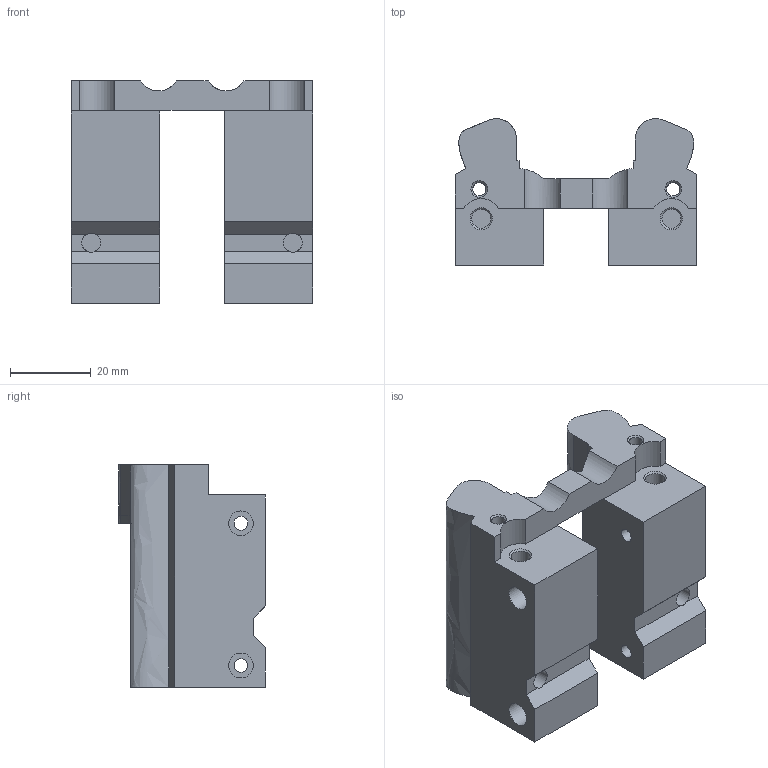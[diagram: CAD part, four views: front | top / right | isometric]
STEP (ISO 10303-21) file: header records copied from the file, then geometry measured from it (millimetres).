
FILE_DESCRIPTION(/* description */ ('','CAx-IF Rec.Pracs.---Representation and Presentation of Product Manufacturing Information (PMI)---4.0---2014-10-13'),/* implementation_level */ '2;1');
FILE_NAME(/* name */ '6 mag Dock .step',/* time_stamp */ '2025-03-08T10:18:06Z',/* author */ (''),/* organization */ (''),/* preprocessor_version */ 'ST-DEVELOPER v20',/* originating_system */ 'Autodesk Translation Framework v13.20.0.188',/* authorisation */ '');
FILE_SCHEMA (('AP242_MANAGED_MODEL_BASED_3D_ENGINEERING_MIM_LF { 1 0 10303 442 1 1 4 }'));
Length unit declared in the file: millimetre
Products named in the file (1): Base (1)
Bounding box: 59.87 x 36.2 x 55.1 mm (x, y, z)
Volume: 54795.2 mm3; surface area: 17754.9 mm2
Topology: 1 solids, 1 shells, 239 faces, 611 edges, 384 vertices
Faces by surface type: plane 193, cylinder 24, bspline 16, cone 6
Full cylindrical faces by diameter (mm): 3.3 x2, 3.4 x4, 4.7 x6, 6 x2, 6.1 x4
Entity records: 7821 total; most frequent: CARTESIAN_POINT 2045, ORIENTED_EDGE 1222, DIRECTION 1102, EDGE_CURVE 611, LINE 486, VECTOR 486, VERTEX_POINT 384, AXIS2_PLACEMENT_3D 308
